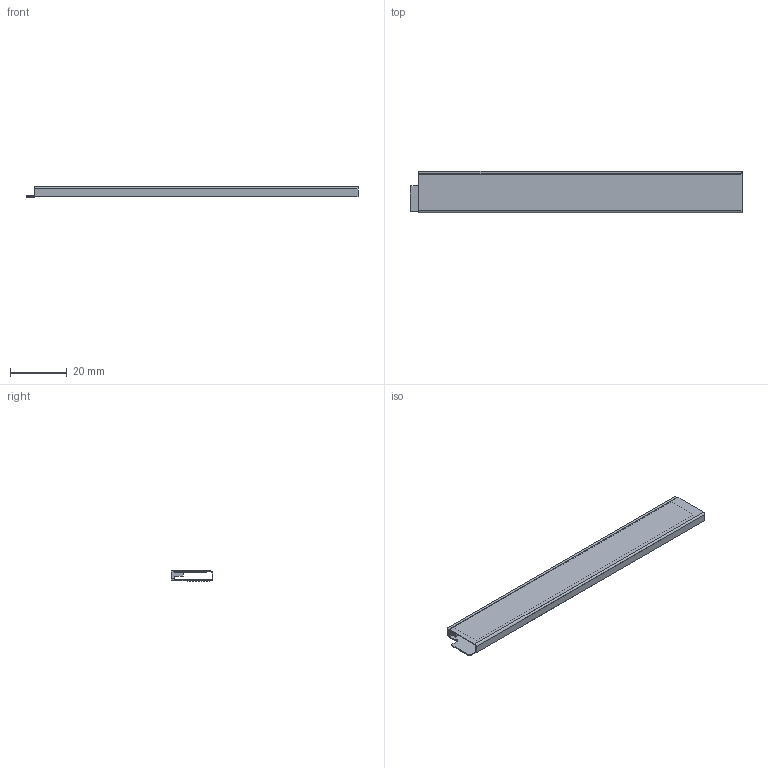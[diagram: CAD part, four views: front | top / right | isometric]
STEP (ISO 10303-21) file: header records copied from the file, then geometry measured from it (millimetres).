
FILE_DESCRIPTION (( 'STEP AP214' ), '1' );
FILE_NAME ('NNAMC1080Px01-xxxxxx.STEP', '2017-02-20T09:52:00', ( '' ), ( '' ), 'SwSTEP 2.0', 'SolidWorks 2016', '' );
FILE_SCHEMA (( 'AUTOMOTIVE_DESIGN' ));
Length unit declared in the file: millimetre
Products named in the file (7): 16_4800_16v; NNAMC1080Px01-xxxxxx; 16_4799_16v; 17_4832; 16_4296_16v; 16_4802_16v; 16_4801_16v
Assembly tree (13 placements, depth 3):
  NNAMC1080Px01-xxxxxx
    16_4296_16v
    16_4802_16v
      16_4800_16v
      16_4801_16v
      16_4799_16v
    17_4832  x8
Bounding box: 116.5 x 14.5 x 3.51 mm (x, y, z)
Volume: 2105.1 mm3; surface area: 10966.8 mm2
Topology: 12 solids, 12 shells, 110 faces, 238 edges, 154 vertices
Faces by surface type: plane 100, cylinder 10
Entity records: 2212 total; most frequent: DIRECTION 344, CARTESIAN_POINT 337, ORIENTED_EDGE 308, EDGE_CURVE 154, LINE 134, VECTOR 134, AXIS2_PLACEMENT_3D 105, VERTEX_POINT 98
